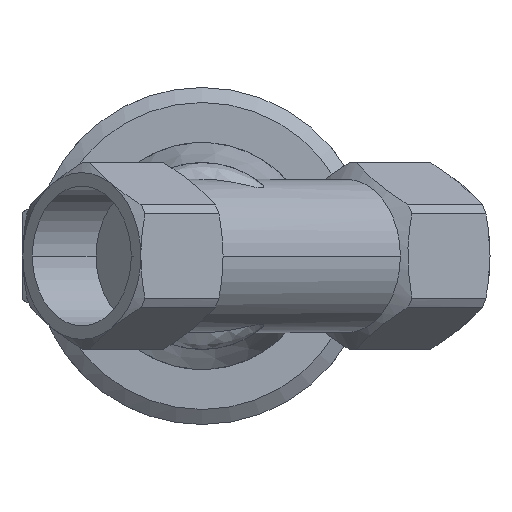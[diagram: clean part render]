
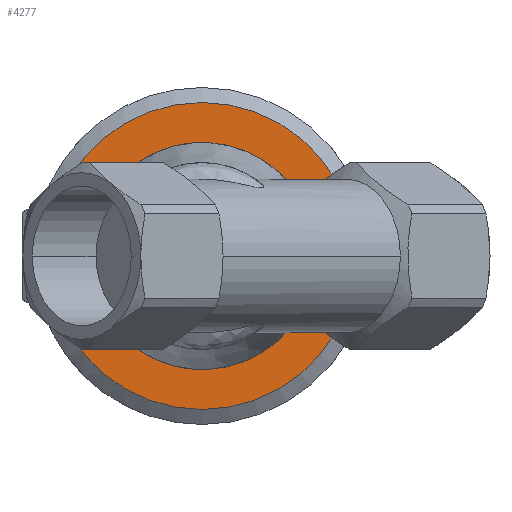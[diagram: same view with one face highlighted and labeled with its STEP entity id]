
A CAD part, front view. The second image highlights one B-rep face of the part: STEP entity #4277.
In plain terms, the highlighted planar face has unit normal (0, -1, 0).
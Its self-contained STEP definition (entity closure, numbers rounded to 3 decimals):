
#41 = FACE_BOUND ( 'NONE', #4754, .T. ) ;
#103 = ORIENTED_EDGE ( 'NONE', *, *, #3201, .F. ) ;
#217 = VERTEX_POINT ( 'NONE', #3110 ) ;
#355 = CIRCLE ( 'NONE', #4763, 13.5 ) ;
#512 = AXIS2_PLACEMENT_3D ( 'NONE', #2473, #5814, #2945 ) ;
#985 = DIRECTION ( 'NONE',  ( 0., 1., 0. ) ) ;
#1176 = FACE_OUTER_BOUND ( 'NONE', #1933, .T. ) ;
#1376 = CARTESIAN_POINT ( 'NONE',  ( 15.528, 17.16, 64.278 ) ) ;
#1659 = CARTESIAN_POINT ( 'NONE',  ( 15.528, 17.16, 64.278 ) ) ;
#1832 = EDGE_CURVE ( 'NONE', #2921, #217, #355, .T. ) ;
#1875 = DIRECTION ( 'NONE',  ( -1., 0., 0. ) ) ;
#1933 = EDGE_LOOP ( 'NONE', ( #103, #3880 ) ) ;
#1976 = PLANE ( 'NONE',  #3783 ) ;
#2144 = DIRECTION ( 'NONE',  ( 0., 0., -1. ) ) ;
#2371 = ORIENTED_EDGE ( 'NONE', *, *, #5477, .T. ) ;
#2447 = CARTESIAN_POINT ( 'NONE',  ( 15.528, 17.16, 64.278 ) ) ;
#2473 = CARTESIAN_POINT ( 'NONE',  ( 15.528, 17.16, 64.278 ) ) ;
#2921 = VERTEX_POINT ( 'NONE', #3558 ) ;
#2923 = DIRECTION ( 'NONE',  ( 0., 0., -1. ) ) ;
#2945 = DIRECTION ( 'NONE',  ( 0., 0., -1. ) ) ;
#3110 = CARTESIAN_POINT ( 'NONE',  ( 15.528, 17.16, 77.778 ) ) ;
#3201 = EDGE_CURVE ( 'NONE', #6216, #3844, #5659, .T. ) ;
#3221 = AXIS2_PLACEMENT_3D ( 'NONE', #1376, #4731, #1875 ) ;
#3558 = CARTESIAN_POINT ( 'NONE',  ( 15.528, 17.16, 50.778 ) ) ;
#3783 = AXIS2_PLACEMENT_3D ( 'NONE', #2447, #5787, #2923 ) ;
#3844 = VERTEX_POINT ( 'NONE', #4567 ) ;
#3855 = CARTESIAN_POINT ( 'NONE',  ( 15.528, 17.16, 64.278 ) ) ;
#3880 = ORIENTED_EDGE ( 'NONE', *, *, #4128, .F. ) ;
#3993 = CIRCLE ( 'NONE', #512, 13.5 ) ;
#4128 = EDGE_CURVE ( 'NONE', #3844, #6216, #4159, .T. ) ;
#4159 = CIRCLE ( 'NONE', #4227, 23. ) ;
#4227 = AXIS2_PLACEMENT_3D ( 'NONE', #3855, #985, #4336 ) ;
#4252 = CARTESIAN_POINT ( 'NONE',  ( -7.472, 17.16, 64.278 ) ) ;
#4277 = ADVANCED_FACE ( 'NONE', ( #41, #1176 ), #1976, .T. ) ;
#4336 = DIRECTION ( 'NONE',  ( -1., 0., 0. ) ) ;
#4567 = CARTESIAN_POINT ( 'NONE',  ( 38.528, 17.16, 64.278 ) ) ;
#4731 = DIRECTION ( 'NONE',  ( 0., 1., 0. ) ) ;
#4754 = EDGE_LOOP ( 'NONE', ( #5616, #2371 ) ) ;
#4763 = AXIS2_PLACEMENT_3D ( 'NONE', #1659, #5002, #2144 ) ;
#5002 = DIRECTION ( 'NONE',  ( 0., 1., 0. ) ) ;
#5477 = EDGE_CURVE ( 'NONE', #217, #2921, #3993, .T. ) ;
#5616 = ORIENTED_EDGE ( 'NONE', *, *, #1832, .T. ) ;
#5659 = CIRCLE ( 'NONE', #3221, 23. ) ;
#5787 = DIRECTION ( 'NONE',  ( 0., -1., 0. ) ) ;
#5814 = DIRECTION ( 'NONE',  ( 0., 1., 0. ) ) ;
#6216 = VERTEX_POINT ( 'NONE', #4252 ) ;
